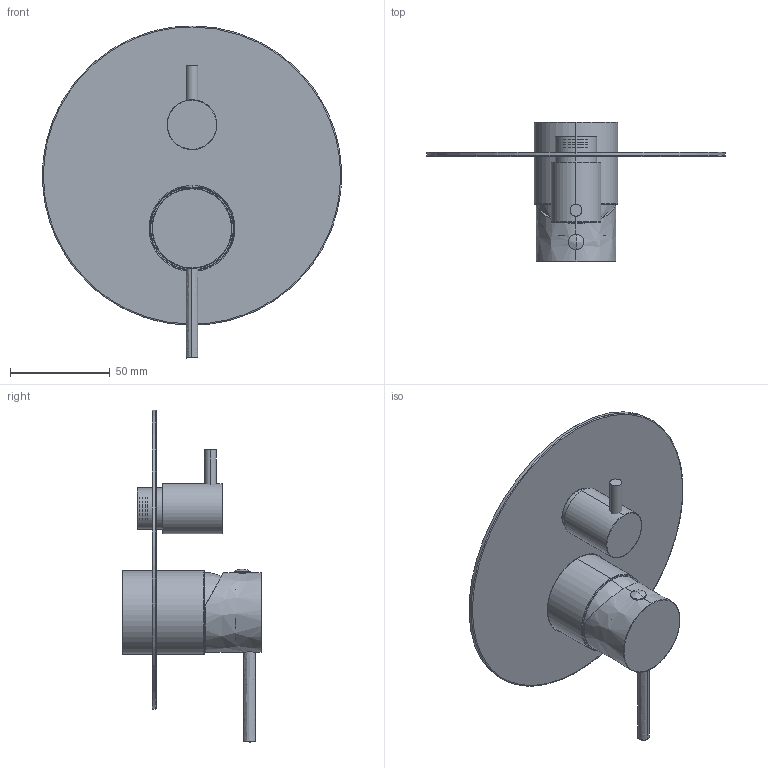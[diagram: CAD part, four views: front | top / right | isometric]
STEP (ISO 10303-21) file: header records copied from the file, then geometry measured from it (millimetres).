
FILE_DESCRIPTION(/* description */ (''),/* implementation_level */ '2;1');
FILE_NAME(/* name */ '25921_3D_R01',/* time_stamp */ '2019-07-09T11:31:23+02:00',/* author */ (''),/* organization */ (''),/* preprocessor_version */ 'ST-DEVELOPER v15',/* originating_system */ '',/* authorisation */ '');
FILE_SCHEMA (('AUTOMOTIVE_DESIGN'));
Length unit declared in the file: millimetre
Products named in the file (1): Document
Bounding box: 149.9 x 69.7 x 166.5 mm (x, y, z)
Volume: 79209.4 mm3; surface area: 63314.5 mm2
Topology: 8 solids, 8 shells, 95 faces, 197 edges, 113 vertices
Faces by surface type: bspline 80, plane 15
Entity records: 3374 total; most frequent: CARTESIAN_POINT 2236, ORIENTED_EDGE 382, EDGE_CURVE 191, VERTEX_POINT 108, EDGE_LOOP 101, ADVANCED_FACE 95, FACE_OUTER_BOUND 95, B_SPLINE_CURVE_WITH_KNOTS 57
